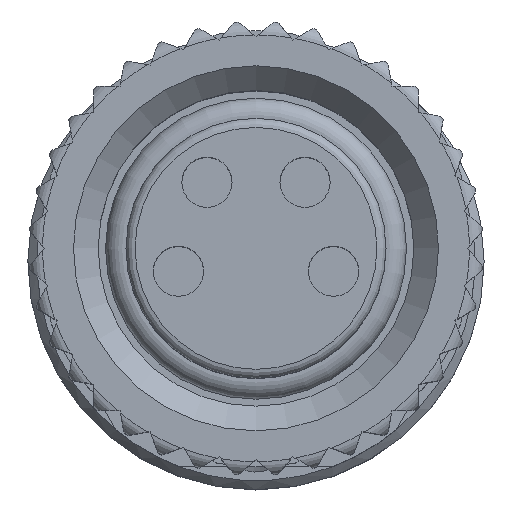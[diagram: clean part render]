
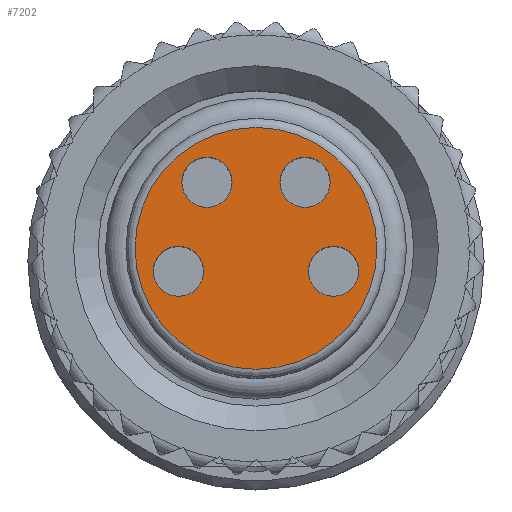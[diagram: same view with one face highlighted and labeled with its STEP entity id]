
A CAD part, top view. The second image highlights one B-rep face of the part: STEP entity #7202.
In plain terms, the highlighted planar face has unit normal (0, 0, 1).
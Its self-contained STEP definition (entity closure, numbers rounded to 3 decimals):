
#56=PLANE('',#7728);
#1090=CIRCLE('',#7721,0.55);
#1091=CIRCLE('',#7723,0.55);
#1092=CIRCLE('',#7725,0.55);
#1093=CIRCLE('',#7727,0.55);
#1094=CIRCLE('',#7729,2.65);
#1926=ORIENTED_EDGE('',*,*,#3182,.F.);
#1927=ORIENTED_EDGE('',*,*,#3181,.T.);
#1928=ORIENTED_EDGE('',*,*,#3180,.T.);
#1929=ORIENTED_EDGE('',*,*,#3179,.T.);
#1930=ORIENTED_EDGE('',*,*,#3178,.T.);
#3178=EDGE_CURVE('',#3745,#3745,#1090,.T.);
#3179=EDGE_CURVE('',#3746,#3746,#1091,.T.);
#3180=EDGE_CURVE('',#3747,#3747,#1092,.T.);
#3181=EDGE_CURVE('',#3748,#3748,#1093,.T.);
#3182=EDGE_CURVE('',#3749,#3749,#1094,.T.);
#3745=VERTEX_POINT('',#11120);
#3746=VERTEX_POINT('',#11123);
#3747=VERTEX_POINT('',#11126);
#3748=VERTEX_POINT('',#11129);
#3749=VERTEX_POINT('',#11132);
#4176=EDGE_LOOP('',(#1926));
#4177=EDGE_LOOP('',(#1927));
#4178=EDGE_LOOP('',(#1928));
#4179=EDGE_LOOP('',(#1929));
#4180=EDGE_LOOP('',(#1930));
#4564=FACE_BOUND('',#4176,.T.);
#4565=FACE_BOUND('',#4177,.T.);
#4566=FACE_BOUND('',#4178,.T.);
#4567=FACE_BOUND('',#4179,.T.);
#4568=FACE_BOUND('',#4180,.T.);
#7202=ADVANCED_FACE('',(#4564,#4565,#4566,#4567,#4568),#56,.F.);
#7721=AXIS2_PLACEMENT_3D('',#11119,#8872,#8873);
#7723=AXIS2_PLACEMENT_3D('',#11122,#8876,#8877);
#7725=AXIS2_PLACEMENT_3D('',#11125,#8880,#8881);
#7727=AXIS2_PLACEMENT_3D('',#11128,#8884,#8885);
#7728=AXIS2_PLACEMENT_3D('',#11130,#8886,#8887);
#7729=AXIS2_PLACEMENT_3D('',#11131,#8888,#8889);
#8872=DIRECTION('',(0.,0.,-1.));
#8873=DIRECTION('',(-1.,0.,0.));
#8876=DIRECTION('',(0.,0.,-1.));
#8877=DIRECTION('',(-1.,0.,0.));
#8880=DIRECTION('',(0.,0.,-1.));
#8881=DIRECTION('',(-1.,0.,0.));
#8884=DIRECTION('',(0.,0.,-1.));
#8885=DIRECTION('',(-1.,0.,0.));
#8886=DIRECTION('',(0.,0.,-1.));
#8887=DIRECTION('',(-1.,0.,0.));
#8888=DIRECTION('',(0.,0.,-1.));
#8889=DIRECTION('',(-1.,0.,0.));
#11119=CARTESIAN_POINT('',(-1.7,-0.5,7.7));
#11120=CARTESIAN_POINT('',(-2.25,-0.5,7.7));
#11122=CARTESIAN_POINT('',(1.7,-0.5,7.7));
#11123=CARTESIAN_POINT('',(1.15,-0.5,7.7));
#11125=CARTESIAN_POINT('',(-1.075,1.45,7.7));
#11126=CARTESIAN_POINT('',(-1.625,1.45,7.7));
#11128=CARTESIAN_POINT('',(1.075,1.45,7.7));
#11129=CARTESIAN_POINT('',(0.525,1.45,7.7));
#11130=CARTESIAN_POINT('',(0.,0.,7.7));
#11131=CARTESIAN_POINT('',(0.,0.,7.7));
#11132=CARTESIAN_POINT('',(-2.65,0.,7.7));
